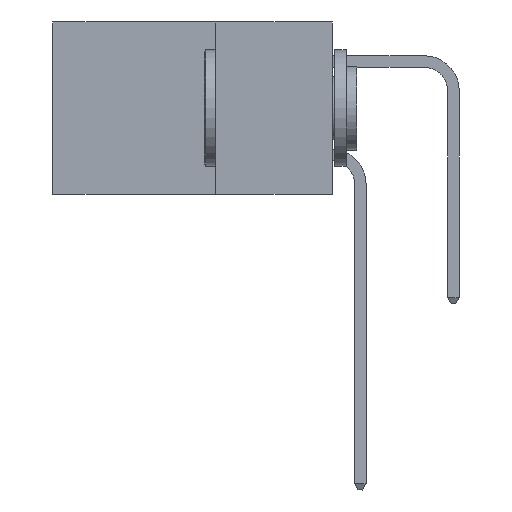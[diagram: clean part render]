
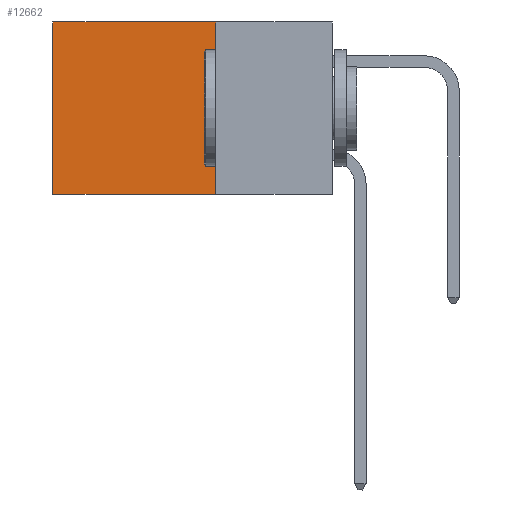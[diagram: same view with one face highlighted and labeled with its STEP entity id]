
A CAD part, left-side view. The second image highlights one B-rep face of the part: STEP entity #12662.
In plain terms, the highlighted planar face has unit normal (-1, 0, 0).
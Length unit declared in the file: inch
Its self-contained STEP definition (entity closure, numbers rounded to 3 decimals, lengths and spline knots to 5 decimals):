
#2132 = FACE_OUTER_BOUND ( 'NONE', #2648, .T. ) ;
#2648 = EDGE_LOOP ( 'NONE', ( #5547, #7320, #13985, #9244 ) ) ;
#3021 = CARTESIAN_POINT ( 'NONE',  ( 0.298, 0.25, 0. ) ) ;
#3856 = CARTESIAN_POINT ( 'NONE',  ( 0.298, 0.25, -0.37 ) ) ;
#3860 = EDGE_CURVE ( 'NONE', #4306, #6888, #5807, .T. ) ;
#3958 = CARTESIAN_POINT ( 'NONE',  ( 0.298, 0.6, 0. ) ) ;
#4306 = VERTEX_POINT ( 'NONE', #11125 ) ;
#4814 = VERTEX_POINT ( 'NONE', #3856 ) ;
#4877 = CARTESIAN_POINT ( 'NONE',  ( 0.298, 0.6, -0.37 ) ) ;
#4964 = EDGE_CURVE ( 'NONE', #4306, #4814, #10664, .T. ) ;
#5190 = CARTESIAN_POINT ( 'NONE',  ( 0.298, 0.25, 0. ) ) ;
#5474 = CARTESIAN_POINT ( 'NONE',  ( 0.298, 0.6, 0. ) ) ;
#5547 = ORIENTED_EDGE ( 'NONE', *, *, #7446, .T. ) ;
#5681 = VECTOR ( 'NONE', #7417, 39.37008 ) ;
#5789 = VERTEX_POINT ( 'NONE', #4877 ) ;
#5807 = LINE ( 'NONE', #7636, #12233 ) ;
#6888 = VERTEX_POINT ( 'NONE', #5474 ) ;
#6970 = AXIS2_PLACEMENT_3D ( 'NONE', #3021, #10715, #12939 ) ;
#7320 = ORIENTED_EDGE ( 'NONE', *, *, #13230, .F. ) ;
#7417 = DIRECTION ( 'NONE',  ( 0., 1., 0. ) ) ;
#7446 = EDGE_CURVE ( 'NONE', #6888, #5789, #10061, .T. ) ;
#7636 = CARTESIAN_POINT ( 'NONE',  ( 0.298, 0.25, 0. ) ) ;
#9244 = ORIENTED_EDGE ( 'NONE', *, *, #3860, .T. ) ;
#9445 = PLANE ( 'NONE',  #6970 ) ;
#10061 = LINE ( 'NONE', #3958, #11806 ) ;
#10664 = LINE ( 'NONE', #5190, #13625 ) ;
#10715 = DIRECTION ( 'NONE',  ( 1., 0., 0. ) ) ;
#11125 = CARTESIAN_POINT ( 'NONE',  ( 0.298, 0.25, 0. ) ) ;
#11696 = DIRECTION ( 'NONE',  ( 0., 0., -1. ) ) ;
#11806 = VECTOR ( 'NONE', #11696, 39.37008 ) ;
#12105 = DIRECTION ( 'NONE',  ( 0., 1., 0. ) ) ;
#12233 = VECTOR ( 'NONE', #12105, 39.37008 ) ;
#12615 = LINE ( 'NONE', #14035, #5681 ) ;
#12662 = ADVANCED_FACE ( 'NONE', ( #2132 ), #9445, .F. ) ;
#12932 = DIRECTION ( 'NONE',  ( 0., 0., -1. ) ) ;
#12939 = DIRECTION ( 'NONE',  ( 0., 0., -1. ) ) ;
#13230 = EDGE_CURVE ( 'NONE', #4814, #5789, #12615, .T. ) ;
#13625 = VECTOR ( 'NONE', #12932, 39.37008 ) ;
#13985 = ORIENTED_EDGE ( 'NONE', *, *, #4964, .F. ) ;
#14035 = CARTESIAN_POINT ( 'NONE',  ( 0.298, 0.25, -0.37 ) ) ;
